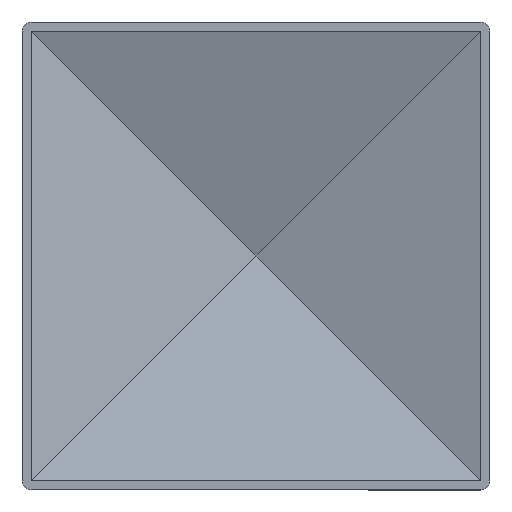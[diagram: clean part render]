
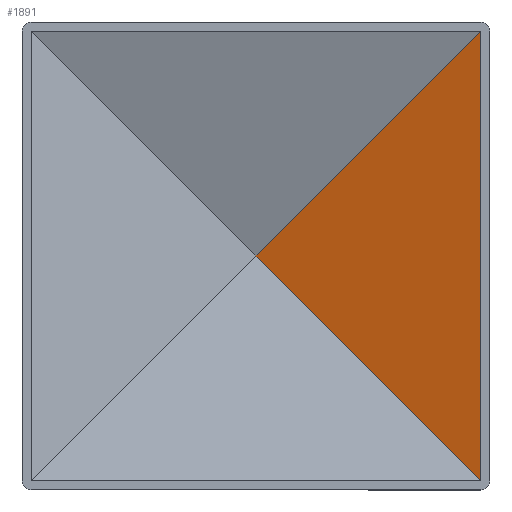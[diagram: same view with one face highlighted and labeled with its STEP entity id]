
A CAD part, front view. The second image highlights one B-rep face of the part: STEP entity #1891.
In plain terms, the highlighted planar face has unit normal (-0.332, -0.943, 0).
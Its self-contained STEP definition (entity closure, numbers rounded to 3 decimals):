
#72 = LINE ( 'NONE', #8571, #9884 ) ;
#145 = CARTESIAN_POINT ( 'NONE',  ( 35.5, 8., 35.5 ) ) ;
#311 = CARTESIAN_POINT ( 'NONE',  ( 6.422, 18.239, -37. ) ) ;
#536 = EDGE_LOOP ( 'NONE', ( #8547, #1129, #2242 ) ) ;
#754 = DIRECTION ( 'NONE',  ( 0.686, -0.242, 0.686 ) ) ;
#1129 = ORIENTED_EDGE ( 'NONE', *, *, #7082, .T. ) ;
#1163 = FACE_OUTER_BOUND ( 'NONE', #536, .T. ) ;
#1656 = DIRECTION ( 'NONE',  ( 0.686, -0.242, -0.686 ) ) ;
#1835 = LINE ( 'NONE', #4877, #7147 ) ;
#1891 = ADVANCED_FACE ( 'NONE', ( #1163 ), #4151, .T. ) ;
#2186 = VERTEX_POINT ( 'NONE', #2978 ) ;
#2242 = ORIENTED_EDGE ( 'NONE', *, *, #8373, .F. ) ;
#2978 = CARTESIAN_POINT ( 'NONE',  ( 0., 20.5, 0. ) ) ;
#3416 = DIRECTION ( 'NONE',  ( 0.943, -0.332, 0. ) ) ;
#3883 = VERTEX_POINT ( 'NONE', #145 ) ;
#4151 = PLANE ( 'NONE',  #5504 ) ;
#4685 = LINE ( 'NONE', #6316, #9134 ) ;
#4877 = CARTESIAN_POINT ( 'NONE',  ( 20.819, 13.17, -20.819 ) ) ;
#5504 = AXIS2_PLACEMENT_3D ( 'NONE', #311, #5742, #3416 ) ;
#5742 = DIRECTION ( 'NONE',  ( -0.332, -0.943, 0. ) ) ;
#6316 = CARTESIAN_POINT ( 'NONE',  ( -14.022, 25.437, -14.022 ) ) ;
#6797 = EDGE_CURVE ( 'NONE', #2186, #7713, #1835, .T. ) ;
#7082 = EDGE_CURVE ( 'NONE', #7713, #3883, #72, .T. ) ;
#7147 = VECTOR ( 'NONE', #1656, 1000. ) ;
#7713 = VERTEX_POINT ( 'NONE', #9091 ) ;
#8373 = EDGE_CURVE ( 'NONE', #2186, #3883, #4685, .T. ) ;
#8547 = ORIENTED_EDGE ( 'NONE', *, *, #6797, .T. ) ;
#8571 = CARTESIAN_POINT ( 'NONE',  ( 35.5, 8., -37. ) ) ;
#9091 = CARTESIAN_POINT ( 'NONE',  ( 35.5, 8., -35.5 ) ) ;
#9134 = VECTOR ( 'NONE', #754, 1000. ) ;
#9884 = VECTOR ( 'NONE', #10058, 1000. ) ;
#10058 = DIRECTION ( 'NONE',  ( 0., 0., 1. ) ) ;
